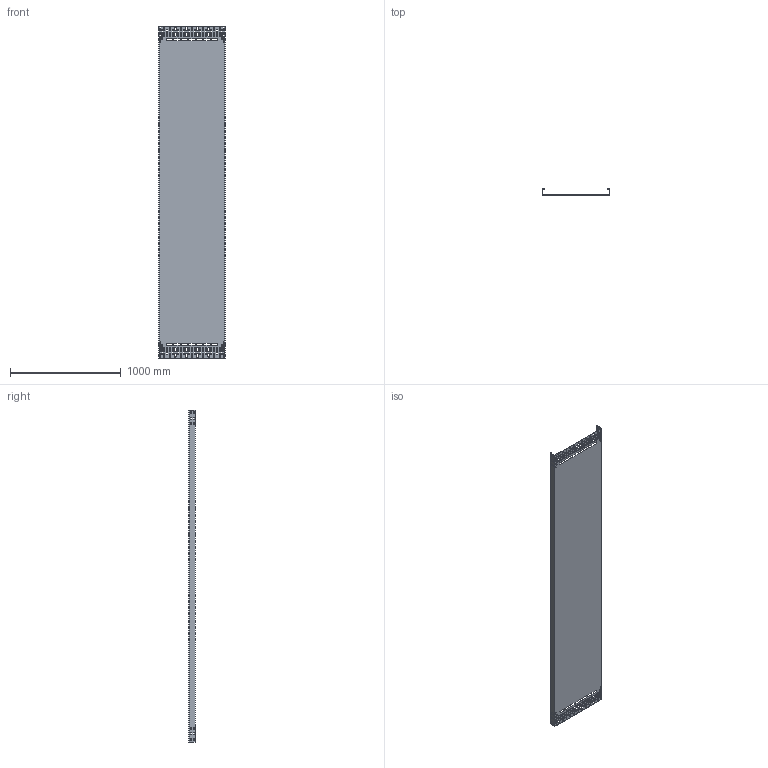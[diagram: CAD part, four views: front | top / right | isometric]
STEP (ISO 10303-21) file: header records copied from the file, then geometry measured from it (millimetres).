
FILE_DESCRIPTION((''),'2;1');
FILE_NAME('6085245','2013-03-12T',('AndreasKeweloh'),(''),'PRO/ENGINEER BY PARAMETRIC TECHNOLOGY CORPORATION, 2012360','PRO/ENGINEER BY PARAMETRIC TECHNOLOGY CORPORATION, 2012360','');
FILE_SCHEMA(('CONFIG_CONTROL_DESIGN'));
Length unit declared in the file: millimetre
Products named in the file (1): 6085245
Bounding box: 600 x 59.99 x 3000 mm (x, y, z)
Volume: 2179784.8 mm3; surface area: 4378929.2 mm2
Topology: 1 solids, 1 shells, 586 faces, 1752 edges, 1168 vertices
Faces by surface type: plane 322, cylinder 264
Entity records: 20430 total; most frequent: CARTESIAN_POINT 3506, ORIENTED_EDGE 3504, DIRECTION 3452, EDGE_CURVE 1752, VECTOR 1224, LINE 1224, VERTEX_POINT 1168, AXIS2_PLACEMENT_3D 1114
